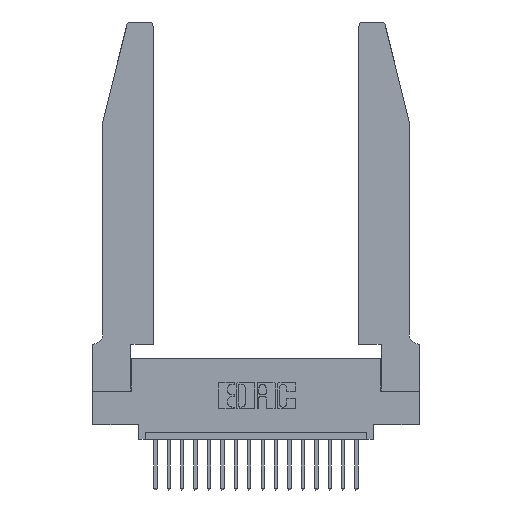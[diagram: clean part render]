
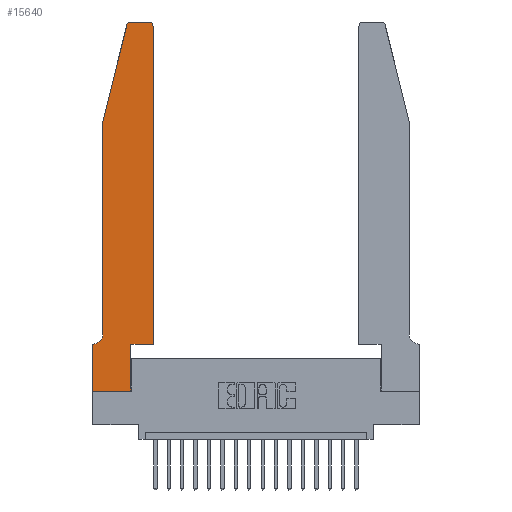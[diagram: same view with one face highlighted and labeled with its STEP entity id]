
A CAD part, top view. The second image highlights one B-rep face of the part: STEP entity #15640.
In plain terms, the highlighted planar face has unit normal (0, 0, 1).
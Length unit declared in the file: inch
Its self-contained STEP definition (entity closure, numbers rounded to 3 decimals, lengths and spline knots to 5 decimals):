
#35 = CIRCLE ( 'NONE', #1083, 0.03 ) ;
#388 = VECTOR ( 'NONE', #9074, 39.37008 ) ;
#669 = EDGE_CURVE ( 'NONE', #6667, #8027, #35, .T. ) ;
#1054 = VECTOR ( 'NONE', #13256, 39.37008 ) ;
#1076 = CARTESIAN_POINT ( 'NONE',  ( 0.0755, 0.35, 0.37 ) ) ;
#1078 = CARTESIAN_POINT ( 'NONE',  ( 0.4505, 0.35, 0.37 ) ) ;
#1083 = AXIS2_PLACEMENT_3D ( 'NONE', #7039, #18041, #8689 ) ;
#1155 = LINE ( 'NONE', #1078, #9588 ) ;
#1262 = CARTESIAN_POINT ( 'NONE',  ( 0.2865, 0., 0.37 ) ) ;
#1335 = VERTEX_POINT ( 'NONE', #2938 ) ;
#1410 = VERTEX_POINT ( 'NONE', #12314 ) ;
#1725 = ORIENTED_EDGE ( 'NONE', *, *, #9849, .T. ) ;
#1820 = ORIENTED_EDGE ( 'NONE', *, *, #17819, .T. ) ;
#2237 = FACE_OUTER_BOUND ( 'NONE', #8408, .T. ) ;
#2901 = ORIENTED_EDGE ( 'NONE', *, *, #11793, .T. ) ;
#2938 = CARTESIAN_POINT ( 'NONE',  ( 0.25487, 2.72718, 0.37 ) ) ;
#3266 = ORIENTED_EDGE ( 'NONE', *, *, #18364, .T. ) ;
#3531 = CARTESIAN_POINT ( 'NONE',  ( 0.4505, 2.72, 0.37 ) ) ;
#3677 = DIRECTION ( 'NONE',  ( 1., 0., 0. ) ) ;
#4020 = ORIENTED_EDGE ( 'NONE', *, *, #14273, .T. ) ;
#4439 = EDGE_CURVE ( 'NONE', #19678, #10473, #5576, .T. ) ;
#5336 = ORIENTED_EDGE ( 'NONE', *, *, #18962, .T. ) ;
#5557 = CARTESIAN_POINT ( 'NONE',  ( 0., 0.35, 0.37 ) ) ;
#5576 = LINE ( 'NONE', #13204, #17193 ) ;
#6164 = ORIENTED_EDGE ( 'NONE', *, *, #15081, .T. ) ;
#6393 = VECTOR ( 'NONE', #18294, 39.37008 ) ;
#6411 = CARTESIAN_POINT ( 'NONE',  ( 0.2605, 2.75, 0.37 ) ) ;
#6667 = VERTEX_POINT ( 'NONE', #3531 ) ;
#6810 = CARTESIAN_POINT ( 'NONE',  ( 0.0755, 2., 0.37 ) ) ;
#7039 = CARTESIAN_POINT ( 'NONE',  ( 0.4205, 2.72, 0.37 ) ) ;
#7452 = LINE ( 'NONE', #1076, #12627 ) ;
#7698 = CARTESIAN_POINT ( 'NONE',  ( 0., 0., 0.37 ) ) ;
#7822 = AXIS2_PLACEMENT_3D ( 'NONE', #19411, #13122, #3677 ) ;
#7936 = LINE ( 'NONE', #8953, #14597 ) ;
#8027 = VERTEX_POINT ( 'NONE', #9741 ) ;
#8408 = EDGE_LOOP ( 'NONE', ( #1725, #10996, #17434, #4020, #2901, #6164, #18260, #17085, #5336, #1820, #3266, #17475 ) ) ;
#8689 = DIRECTION ( 'NONE',  ( 1., 0., 0. ) ) ;
#8746 = DIRECTION ( 'NONE',  ( 0., 0., 1. ) ) ;
#8953 = CARTESIAN_POINT ( 'NONE',  ( 0.0755, 2., 0.37 ) ) ;
#9074 = DIRECTION ( 'NONE',  ( 0., 1., 0. ) ) ;
#9129 = AXIS2_PLACEMENT_3D ( 'NONE', #5557, #8746, #16709 ) ;
#9498 = LINE ( 'NONE', #14797, #1054 ) ;
#9588 = VECTOR ( 'NONE', #10611, 39.37008 ) ;
#9741 = CARTESIAN_POINT ( 'NONE',  ( 0.4205, 2.75, 0.37 ) ) ;
#9849 = EDGE_CURVE ( 'NONE', #8027, #19011, #18614, .T. ) ;
#9987 = DIRECTION ( 'NONE',  ( 0., -1., 0. ) ) ;
#10473 = VERTEX_POINT ( 'NONE', #7698 ) ;
#10611 = DIRECTION ( 'NONE',  ( 0., 1., 0. ) ) ;
#10681 = DIRECTION ( 'NONE',  ( -1., 0., 0. ) ) ;
#10859 = CARTESIAN_POINT ( 'NONE',  ( 0., 0.35, 0.37 ) ) ;
#10996 = ORIENTED_EDGE ( 'NONE', *, *, #17162, .T. ) ;
#11123 = CIRCLE ( 'NONE', #7822, 0.03 ) ;
#11125 = CARTESIAN_POINT ( 'NONE',  ( 0.4505, 0.35, 0.37 ) ) ;
#11157 = VERTEX_POINT ( 'NONE', #11125 ) ;
#11387 = DIRECTION ( 'NONE',  ( 0., 0., -1. ) ) ;
#11537 = CARTESIAN_POINT ( 'NONE',  ( 0., 0., 0.37 ) ) ;
#11793 = EDGE_CURVE ( 'NONE', #1410, #15209, #18275, .T. ) ;
#12045 = LINE ( 'NONE', #15120, #6393 ) ;
#12314 = CARTESIAN_POINT ( 'NONE',  ( 0.0755, 0.42, 0.37 ) ) ;
#12627 = VECTOR ( 'NONE', #10681, 39.37008 ) ;
#12720 = AXIS2_PLACEMENT_3D ( 'NONE', #15983, #11387, #13005 ) ;
#13005 = DIRECTION ( 'NONE',  ( -1., 0., 0. ) ) ;
#13122 = DIRECTION ( 'NONE',  ( 0., 0., 1. ) ) ;
#13204 = CARTESIAN_POINT ( 'NONE',  ( 0., 0., 0.37 ) ) ;
#13256 = DIRECTION ( 'NONE',  ( 0., -1., 0. ) ) ;
#13957 = DIRECTION ( 'NONE',  ( -0.239, -0.971, 0. ) ) ;
#14273 = EDGE_CURVE ( 'NONE', #14743, #1410, #9498, .T. ) ;
#14435 = VECTOR ( 'NONE', #18703, 39.37008 ) ;
#14572 = VERTEX_POINT ( 'NONE', #1262 ) ;
#14597 = VECTOR ( 'NONE', #13957, 39.37008 ) ;
#14703 = EDGE_CURVE ( 'NONE', #10473, #14572, #15849, .T. ) ;
#14743 = VERTEX_POINT ( 'NONE', #6810 ) ;
#14797 = CARTESIAN_POINT ( 'NONE',  ( 0.0755, 2., 0.37 ) ) ;
#14996 = PLANE ( 'NONE',  #9129 ) ;
#15081 = EDGE_CURVE ( 'NONE', #15209, #19678, #7452, .T. ) ;
#15120 = CARTESIAN_POINT ( 'NONE',  ( 0.4505, 0.35, 0.37 ) ) ;
#15209 = VERTEX_POINT ( 'NONE', #15565 ) ;
#15565 = CARTESIAN_POINT ( 'NONE',  ( 0.0055, 0.35, 0.37 ) ) ;
#15640 = ADVANCED_FACE ( 'NONE', ( #2237 ), #14996, .T. ) ;
#15710 = EDGE_CURVE ( 'NONE', #1335, #14743, #7936, .T. ) ;
#15849 = LINE ( 'NONE', #11537, #18303 ) ;
#15983 = CARTESIAN_POINT ( 'NONE',  ( 0.0055, 0.42, 0.37 ) ) ;
#16467 = CARTESIAN_POINT ( 'NONE',  ( 0.2865, 0.35, 0.37 ) ) ;
#16629 = VERTEX_POINT ( 'NONE', #16467 ) ;
#16709 = DIRECTION ( 'NONE',  ( 1., 0., 0. ) ) ;
#17085 = ORIENTED_EDGE ( 'NONE', *, *, #14703, .T. ) ;
#17162 = EDGE_CURVE ( 'NONE', #19011, #1335, #11123, .T. ) ;
#17193 = VECTOR ( 'NONE', #9987, 39.37008 ) ;
#17434 = ORIENTED_EDGE ( 'NONE', *, *, #15710, .T. ) ;
#17475 = ORIENTED_EDGE ( 'NONE', *, *, #669, .T. ) ;
#17696 = LINE ( 'NONE', #19945, #388 ) ;
#17819 = EDGE_CURVE ( 'NONE', #16629, #11157, #12045, .T. ) ;
#17884 = DIRECTION ( 'NONE',  ( 1., 0., 0. ) ) ;
#18041 = DIRECTION ( 'NONE',  ( 0., 0., 1. ) ) ;
#18260 = ORIENTED_EDGE ( 'NONE', *, *, #4439, .T. ) ;
#18275 = CIRCLE ( 'NONE', #12720, 0.07 ) ;
#18294 = DIRECTION ( 'NONE',  ( 1., 0., 0. ) ) ;
#18303 = VECTOR ( 'NONE', #17884, 39.37008 ) ;
#18364 = EDGE_CURVE ( 'NONE', #11157, #6667, #1155, .T. ) ;
#18614 = LINE ( 'NONE', #6411, #14435 ) ;
#18703 = DIRECTION ( 'NONE',  ( -1., 0., 0. ) ) ;
#18962 = EDGE_CURVE ( 'NONE', #14572, #16629, #17696, .T. ) ;
#19011 = VERTEX_POINT ( 'NONE', #20229 ) ;
#19411 = CARTESIAN_POINT ( 'NONE',  ( 0.284, 2.72, 0.37 ) ) ;
#19678 = VERTEX_POINT ( 'NONE', #10859 ) ;
#19945 = CARTESIAN_POINT ( 'NONE',  ( 0.2865, 0.35, 0.37 ) ) ;
#20229 = CARTESIAN_POINT ( 'NONE',  ( 0.284, 2.75, 0.37 ) ) ;
